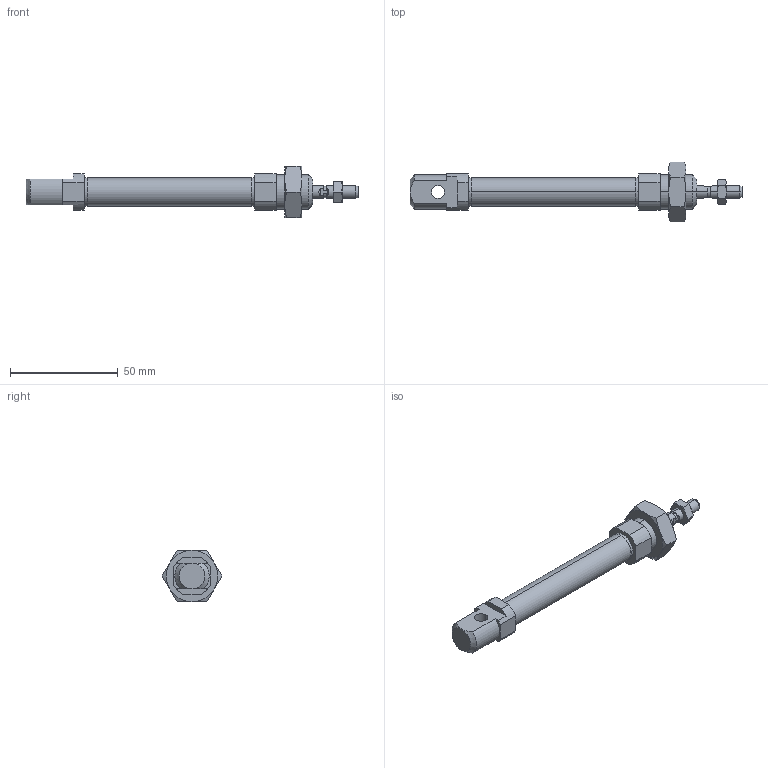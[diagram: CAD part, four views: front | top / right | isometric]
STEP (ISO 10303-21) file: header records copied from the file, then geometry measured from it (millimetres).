
FILE_DESCRIPTION (( 'STEP AP203' ), '1' );
FILE_NAME ('1120120050XP.step', '2025-05-29T12:41:50', ( '' ), ( '' ), 'SwSTEP 2.0', 'SolidWorks 2024', '' );
FILE_SCHEMA (( 'CONFIG_CONTROL_DESIGN' ));
Length unit declared in the file: millimetre
Products named in the file (3): 1120120050XP_ROD; 1120120050XP; 1120120050XP_BODY
Assembly tree (2 placements, depth 2):
  1120120050XP
    1120120050XP_ROD
    1120120050XP_BODY
Bounding box: 154 x 27.71 x 24 mm (x, y, z)
Volume: 20800.1 mm3; surface area: 15973.3 mm2
Topology: 6 solids, 6 shells, 139 faces, 319 edges, 200 vertices
Faces by surface type: plane 56, cylinder 45, cone 38
Entity records: 4370 total; most frequent: CARTESIAN_POINT 907, DIRECTION 687, ORIENTED_EDGE 638, EDGE_CURVE 319, AXIS2_PLACEMENT_3D 280, VERTEX_POINT 200, EDGE_LOOP 157, ADVANCED_FACE 139
